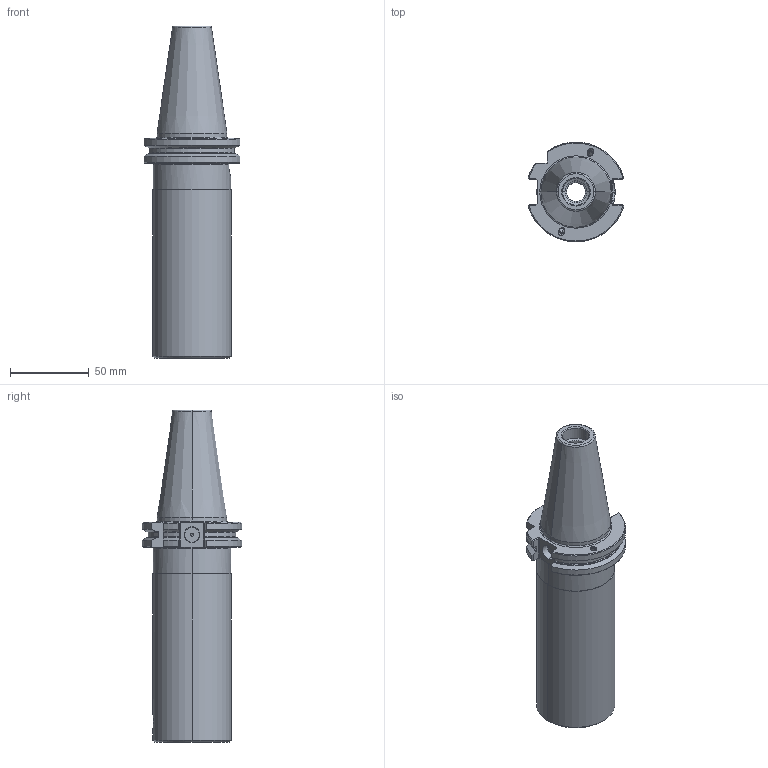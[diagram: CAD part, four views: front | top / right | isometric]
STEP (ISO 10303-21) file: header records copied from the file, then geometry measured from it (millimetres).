
FILE_DESCRIPTION(('no description'),'unknown implementation level');
FILE_NAME('22ED1B82-81D5-4150-88FF-BB849EF2ADF0_export.stp',' ',('CIMSOURCE GmbH'),('CADClick - KiM GmbH - www.kimweb.de'),'unknown preprocess','ACIS','unknown authorization');
FILE_SCHEMA(('automotive_design'));
Length unit declared in the file: millimetre
Products named in the file (2): 326.054 Kaiser SK40 VBD X CKS5 X 160|690.435 Kaiser ETL M10 X 14 CK5;Schnitt-Linear austragen2; 326.054 Kaiser SK40 VBD X CKS5 X 160|326.054 Kaiser SK40 VBD X CKS5 X 160;Rotation1
Bounding box: 60.95 x 63.29 x 211.25 mm (x, y, z)
Volume: 301985.9 mm3; surface area: 48679.7 mm2
Topology: 2 solids, 2 shells, 203 faces, 497 edges, 305 vertices
Faces by surface type: plane 72, cylinder 61, cone 52, torus 18
Entity records: 12026 total; most frequent: CARTESIAN_POINT 1610, DIRECTION 1010, STYLED_ITEM 1003, PRESENTATION_STYLE_ASSIGNMENT 1003, COLOUR_RGB 1003, ORIENTED_EDGE 986, EDGE_CURVE 493, CURVE_STYLE 493
